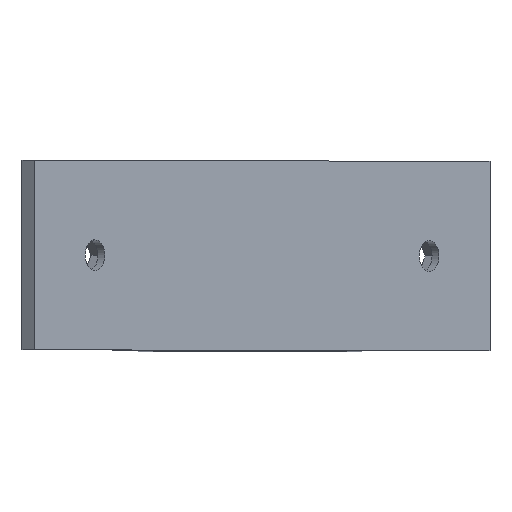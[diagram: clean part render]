
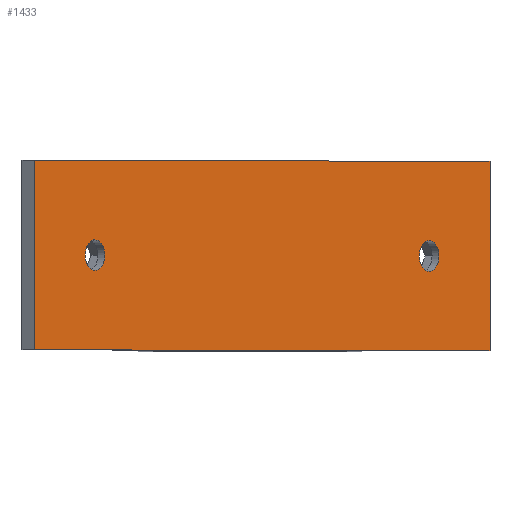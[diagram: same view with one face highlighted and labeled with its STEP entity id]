
A CAD part, top view. The second image highlights one B-rep face of the part: STEP entity #1433.
In plain terms, the highlighted planar face has unit normal (0.766, 0, 0.643).
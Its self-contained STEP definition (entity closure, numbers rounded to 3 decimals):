
#1163=CARTESIAN_POINT('',(20.957,0.,61.996));
#1164=VERTEX_POINT('',#1163);
#1165=CARTESIAN_POINT('',(19.865,0.0,63.299));
#1166=DIRECTION('',(-0.766,0.0,-0.643));
#1167=DIRECTION('',(-0.643,0.0,0.766));
#1168=AXIS2_PLACEMENT_3D('',#1165,#1166,#1167);
#1169=CIRCLE('',#1168,1.7);
#1170=EDGE_CURVE('',#1164,#1164,#1169,.T.);
#1183=CARTESIAN_POINT('',(-16.091,0.,106.149));
#1184=VERTEX_POINT('',#1183);
#1185=CARTESIAN_POINT('',(-17.184,0.0,107.451));
#1186=DIRECTION('',(-0.766,0.0,-0.643));
#1187=DIRECTION('',(-0.643,0.0,0.766));
#1188=AXIS2_PLACEMENT_3D('',#1185,#1186,#1187);
#1189=CIRCLE('',#1188,1.7);
#1190=EDGE_CURVE('',#1184,#1184,#1189,.T.);
#1306=CARTESIAN_POINT('',(-23.933,10.5,115.495));
#1307=VERTEX_POINT('',#1306);
#1324=CARTESIAN_POINT('',(-23.933,-10.5,115.495));
#1325=VERTEX_POINT('',#1324);
#1332=CARTESIAN_POINT('',(-23.933,-10.5,115.495));
#1333=DIRECTION('',(0.0,1.0,0.0));
#1334=VECTOR('',#1333,21.0);
#1335=LINE('',#1332,#1334);
#1336=EDGE_CURVE('',#1325,#1307,#1335,.T.);
#1380=CARTESIAN_POINT('',(26.614,10.5,55.255));
#1381=VERTEX_POINT('',#1380);
#1388=CARTESIAN_POINT('',(26.614,-10.5,55.255));
#1389=VERTEX_POINT('',#1388);
#1390=CARTESIAN_POINT('',(26.614,-10.5,55.255));
#1391=DIRECTION('',(0.0,1.0,0.0));
#1392=VECTOR('',#1391,21.0);
#1393=LINE('',#1390,#1392);
#1394=EDGE_CURVE('',#1389,#1381,#1393,.T.);
#1406=CARTESIAN_POINT('',(26.614,-10.5,55.255));
#1407=DIRECTION('',(0.766,0.0,0.643));
#1408=DIRECTION('',(0.643,0.0,-0.766));
#1409=AXIS2_PLACEMENT_3D('',#1406,#1407,#1408);
#1410=PLANE('',#1409);
#1411=CARTESIAN_POINT('',(26.614,10.5,55.255));
#1412=DIRECTION('',(-0.643,0.0,0.766));
#1413=VECTOR('',#1412,78.637);
#1414=LINE('',#1411,#1413);
#1415=EDGE_CURVE('',#1381,#1307,#1414,.T.);
#1416=ORIENTED_EDGE('',*,*,#1415,.T.);
#1417=ORIENTED_EDGE('',*,*,#1336,.F.);
#1418=CARTESIAN_POINT('',(26.614,-10.5,55.255));
#1419=DIRECTION('',(-0.643,0.0,0.766));
#1420=VECTOR('',#1419,78.637);
#1421=LINE('',#1418,#1420);
#1422=EDGE_CURVE('',#1389,#1325,#1421,.T.);
#1423=ORIENTED_EDGE('',*,*,#1422,.F.);
#1424=ORIENTED_EDGE('',*,*,#1394,.T.);
#1425=EDGE_LOOP('',(#1416,#1417,#1423,#1424));
#1426=FACE_OUTER_BOUND('',#1425,.T.);
#1427=ORIENTED_EDGE('',*,*,#1170,.T.);
#1428=EDGE_LOOP('',(#1427));
#1429=FACE_BOUND('',#1428,.T.);
#1430=ORIENTED_EDGE('',*,*,#1190,.T.);
#1431=EDGE_LOOP('',(#1430));
#1432=FACE_BOUND('',#1431,.T.);
#1433=ADVANCED_FACE('',(#1426,#1429,#1432),#1410,.T.);
